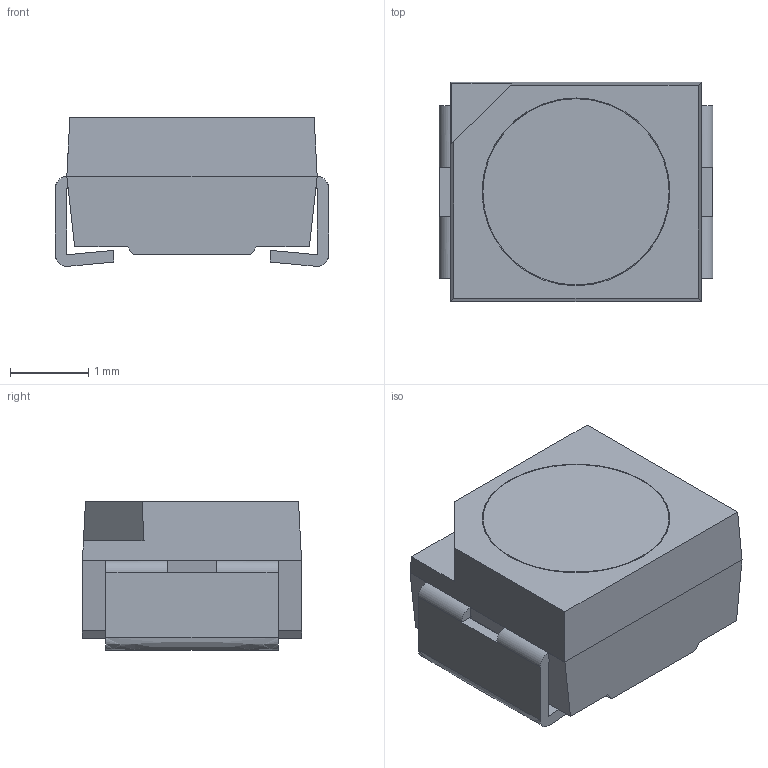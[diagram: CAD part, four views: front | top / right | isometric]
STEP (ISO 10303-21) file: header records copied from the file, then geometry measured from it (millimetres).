
FILE_DESCRIPTION(/* description */ ('Unknown'),/* implementation_level */ '2;1');
FILE_NAME(/* name */ '15435294xx14_HV',/* time_stamp */ '2018-04-19T09:56:27+02:00',/* author */ ('Unknown'),/* organization */ ('Unknown'),/* preprocessor_version */ 'ST-DEVELOPER v16.7',/* originating_system */ 'DEX',/* authorisation */ $);
FILE_SCHEMA (('AUTOMOTIVE_DESIGN {1 0 10303 214 3 1 1}'));
Length unit declared in the file: millimetre
Products named in the file (5): 15435294xx14_HV; cover; housing; base; base_mir
Assembly tree (4 placements, depth 2):
  15435294xx14_HV
    cover
    housing
    base
    base_mir
Bounding box: 3.5 x 2.8 x 1.9 mm (x, y, z)
Volume: 15.6 mm3; surface area: 85.2 mm2
Topology: 5 solids, 5 shells, 82 faces, 225 edges, 150 vertices
Faces by surface type: plane 71, cylinder 7, cone 2, bspline 2
Full cylindrical faces by diameter (mm): 0.8 x1
Entity records: 2742 total; most frequent: CARTESIAN_POINT 497, ORIENTED_EDGE 444, DIRECTION 422, EDGE_CURVE 222, LINE 192, VECTOR 192, VERTEX_POINT 150, AXIS2_PLACEMENT_3D 115
